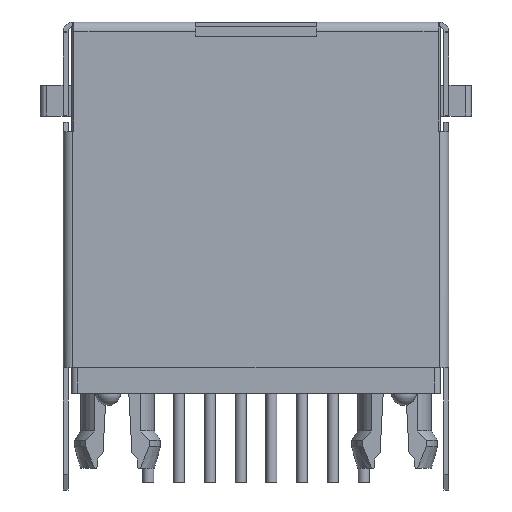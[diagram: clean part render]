
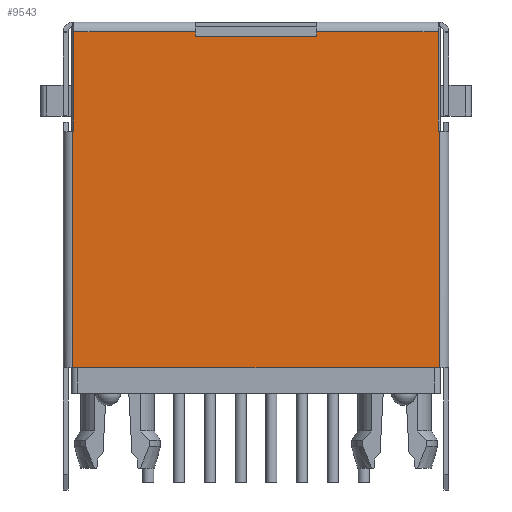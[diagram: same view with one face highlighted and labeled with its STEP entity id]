
A CAD part, left-side view. The second image highlights one B-rep face of the part: STEP entity #9543.
In plain terms, the highlighted planar face has unit normal (-1, 0, 0).
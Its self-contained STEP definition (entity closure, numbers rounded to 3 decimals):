
#929=DIRECTION('',(0.,-1.,0.));
#930=VECTOR('',#929,5.01);
#931=CARTESIAN_POINT('',(-8.39,-2.5,7.355));
#932=LINE('',#931,#930);
#943=DIRECTION('',(0.,0.,1.));
#944=VECTOR('',#943,9.74);
#945=CARTESIAN_POINT('',(-8.39,-7.55,-6.511));
#946=LINE('',#945,#944);
#947=DIRECTION('',(0.,-1.,0.));
#948=VECTOR('',#947,15.1);
#949=CARTESIAN_POINT('',(-8.39,7.55,-6.511));
#950=LINE('',#949,#948);
#951=DIRECTION('',(0.,0.,1.));
#952=VECTOR('',#951,9.74);
#953=CARTESIAN_POINT('',(-8.39,7.55,-6.511));
#954=LINE('',#953,#952);
#955=DIRECTION('',(0.,1.,0.));
#956=VECTOR('',#955,0.04);
#957=CARTESIAN_POINT('',(-8.39,7.51,3.229));
#958=LINE('',#957,#956);
#959=DIRECTION('',(0.,0.,-1.));
#960=VECTOR('',#959,0.4);
#961=CARTESIAN_POINT('',(-8.39,7.51,3.629));
#962=LINE('',#961,#960);
#963=DIRECTION('',(0.,0.,-1.));
#964=VECTOR('',#963,3.71);
#965=CARTESIAN_POINT('',(-8.39,7.51,7.339));
#966=LINE('',#965,#964);
#967=DIRECTION('',(0.,0.,-1.));
#968=VECTOR('',#967,0.016);
#969=CARTESIAN_POINT('',(-8.39,7.51,7.355));
#970=LINE('',#969,#968);
#971=DIRECTION('',(0.,0.,1.));
#972=VECTOR('',#971,0.206);
#973=CARTESIAN_POINT('',(-8.39,2.5,7.149));
#974=LINE('',#973,#972);
#975=DIRECTION('',(0.,1.,0.));
#976=VECTOR('',#975,5.);
#977=CARTESIAN_POINT('',(-8.39,-2.5,7.149));
#978=LINE('',#977,#976);
#979=DIRECTION('',(0.,0.,-1.));
#980=VECTOR('',#979,0.206);
#981=CARTESIAN_POINT('',(-8.39,-2.5,7.355));
#982=LINE('',#981,#980);
#983=DIRECTION('',(0.,0.,1.));
#984=VECTOR('',#983,0.016);
#985=CARTESIAN_POINT('',(-8.39,-7.51,7.339));
#986=LINE('',#985,#984);
#987=DIRECTION('',(0.,0.,1.));
#988=VECTOR('',#987,3.71);
#989=CARTESIAN_POINT('',(-8.39,-7.51,3.629));
#990=LINE('',#989,#988);
#991=DIRECTION('',(0.,0.,1.));
#992=VECTOR('',#991,0.4);
#993=CARTESIAN_POINT('',(-8.39,-7.51,3.229));
#994=LINE('',#993,#992);
#995=DIRECTION('',(0.,1.,0.));
#996=VECTOR('',#995,0.04);
#997=CARTESIAN_POINT('',(-8.39,-7.55,3.229));
#998=LINE('',#997,#996);
#3136=DIRECTION('',(0.,-1.,0.));
#3137=VECTOR('',#3136,5.01);
#3138=CARTESIAN_POINT('',(-8.39,7.51,7.355));
#3139=LINE('',#3138,#3137);
#7735=CARTESIAN_POINT('',(-8.39,-7.51,3.229));
#7736=CARTESIAN_POINT('',(-8.39,-7.51,3.629));
#7737=VERTEX_POINT('',#7735);
#7738=VERTEX_POINT('',#7736);
#7739=CARTESIAN_POINT('',(-8.39,-7.51,7.339));
#7740=VERTEX_POINT('',#7739);
#7777=CARTESIAN_POINT('',(-8.39,7.51,7.339));
#7778=CARTESIAN_POINT('',(-8.39,7.51,3.629));
#7779=VERTEX_POINT('',#7777);
#7780=VERTEX_POINT('',#7778);
#7781=CARTESIAN_POINT('',(-8.39,7.51,3.229));
#7782=VERTEX_POINT('',#7781);
#7869=CARTESIAN_POINT('',(-8.39,-2.5,7.149));
#7870=CARTESIAN_POINT('',(-8.39,2.5,7.149));
#7871=VERTEX_POINT('',#7869);
#7872=VERTEX_POINT('',#7870);
#7931=CARTESIAN_POINT('',(-8.39,7.51,7.355));
#7932=CARTESIAN_POINT('',(-8.39,2.5,7.355));
#7933=VERTEX_POINT('',#7931);
#7934=VERTEX_POINT('',#7932);
#7937=CARTESIAN_POINT('',(-8.39,-2.5,7.355));
#7938=VERTEX_POINT('',#7937);
#7939=CARTESIAN_POINT('',(-8.39,-7.51,7.355));
#7940=VERTEX_POINT('',#7939);
#7987=CARTESIAN_POINT('',(-8.39,7.55,-6.511));
#7988=CARTESIAN_POINT('',(-8.39,7.55,3.229));
#7989=VERTEX_POINT('',#7987);
#7990=VERTEX_POINT('',#7988);
#7995=CARTESIAN_POINT('',(-8.39,-7.55,-6.511));
#7996=VERTEX_POINT('',#7995);
#8013=CARTESIAN_POINT('',(-8.39,-7.55,3.229));
#8014=VERTEX_POINT('',#8013);
#9507=CARTESIAN_POINT('',(-8.39,0.,3.629));
#9508=DIRECTION('',(-1.,0.,0.));
#9509=DIRECTION('',(0.,-1.,0.));
#9510=AXIS2_PLACEMENT_3D('',#9507,#9508,#9509);
#9511=PLANE('',#9510);
#9513=ORIENTED_EDGE('',*,*,#9512,.F.);
#9515=ORIENTED_EDGE('',*,*,#9514,.F.);
#9517=ORIENTED_EDGE('',*,*,#9516,.T.);
#9519=ORIENTED_EDGE('',*,*,#9518,.F.);
#9521=ORIENTED_EDGE('',*,*,#9520,.F.);
#9523=ORIENTED_EDGE('',*,*,#9522,.F.);
#9525=ORIENTED_EDGE('',*,*,#9524,.F.);
#9527=ORIENTED_EDGE('',*,*,#9526,.T.);
#9529=ORIENTED_EDGE('',*,*,#9528,.F.);
#9530=ORIENTED_EDGE('',*,*,#9458,.F.);
#9531=ORIENTED_EDGE('',*,*,#9473,.F.);
#9532=ORIENTED_EDGE('',*,*,#9498,.T.);
#9534=ORIENTED_EDGE('',*,*,#9533,.F.);
#9536=ORIENTED_EDGE('',*,*,#9535,.F.);
#9538=ORIENTED_EDGE('',*,*,#9537,.F.);
#9540=ORIENTED_EDGE('',*,*,#9539,.F.);
#9541=EDGE_LOOP('',(#9513,#9515,#9517,#9519,#9521,#9523,#9525,#9527,#9529,#9530,
#9531,#9532,#9534,#9536,#9538,#9540));
#9542=FACE_OUTER_BOUND('',#9541,.F.);
#9543=ADVANCED_FACE('',(#9542),#9511,.T.);
#9458=EDGE_CURVE('',#7871,#7872,#978,.T.);
#9473=EDGE_CURVE('',#7938,#7871,#982,.T.);
#9498=EDGE_CURVE('',#7938,#7940,#932,.T.);
#9512=EDGE_CURVE('',#7996,#8014,#946,.T.);
#9514=EDGE_CURVE('',#7989,#7996,#950,.T.);
#9516=EDGE_CURVE('',#7989,#7990,#954,.T.);
#9518=EDGE_CURVE('',#7782,#7990,#958,.T.);
#9520=EDGE_CURVE('',#7780,#7782,#962,.T.);
#9522=EDGE_CURVE('',#7779,#7780,#966,.T.);
#9524=EDGE_CURVE('',#7933,#7779,#970,.T.);
#9526=EDGE_CURVE('',#7933,#7934,#3139,.T.);
#9528=EDGE_CURVE('',#7872,#7934,#974,.T.);
#9533=EDGE_CURVE('',#7740,#7940,#986,.T.);
#9535=EDGE_CURVE('',#7738,#7740,#990,.T.);
#9537=EDGE_CURVE('',#7737,#7738,#994,.T.);
#9539=EDGE_CURVE('',#8014,#7737,#998,.T.);
